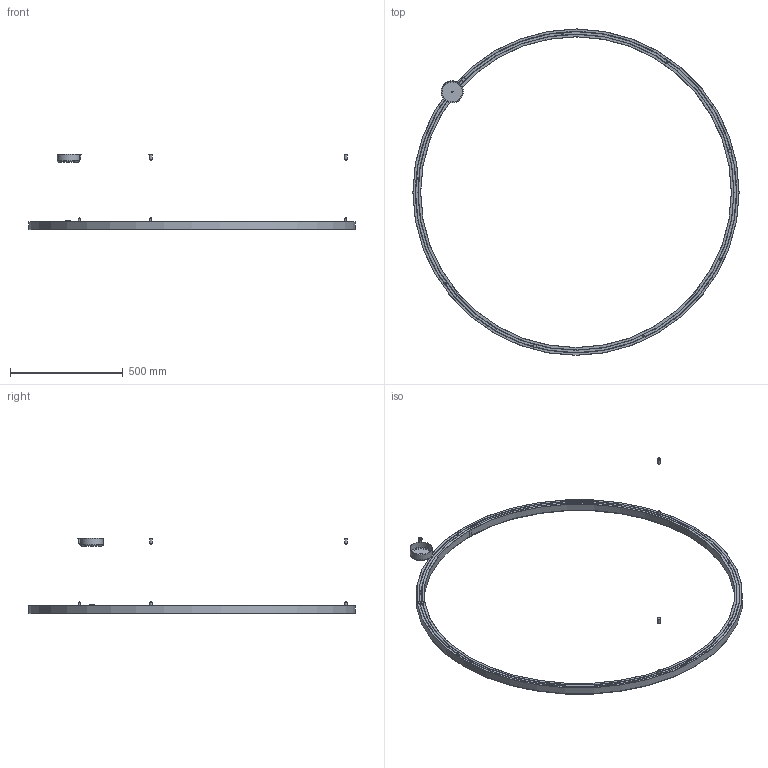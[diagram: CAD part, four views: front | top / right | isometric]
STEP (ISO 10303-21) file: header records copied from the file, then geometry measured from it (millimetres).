
FILE_DESCRIPTION(/* description */ ('This is a sample STEP configuration'),/* implementation_level */ '2;1');
FILE_NAME(/* name */ '675-202xxxxxxxxx SIMPLE.ipt_Rev_01.4.stp',/* time_stamp */ '2023-04-26T13:09:08+02:00',/* author */ ('powerJobs'),/* organization */ ('coolOrange'),/* preprocessor_version */ 'ST-DEVELOPER v19.2',/* originating_system */ 'Autodesk Inventor 2023',/* authorisation */ '');
FILE_SCHEMA (('AUTOMOTIVE_DESIGN { 1 0 10303 214 3 1 1 }'));
Length unit declared in the file: millimetre
Products named in the file (1): ENG000017686
Bounding box: 1450 x 1451.5 x 336.5 mm (x, y, z)
Volume: 5268343.2 mm3; surface area: 679383 mm2
Topology: 5 solids, 8 shells, 170 faces, 317 edges, 192 vertices
Faces by surface type: plane 69, cylinder 49, cone 38, torus 14
Full cylindrical faces by diameter (mm): 1 x6, 3 x6, 4.5 x9, 7 x2, 10 x3, 12 x3, 15 x1, 16 x3, 22 x1, 95.5 x1, 98.5 x1, 1382.4 x1, 1404 x1, 1426 x1, 1447.6 x1
Entity records: 4321 total; most frequent: DIRECTION 848, CARTESIAN_POINT 698, ORIENTED_EDGE 634, AXIS2_PLACEMENT_3D 364, EDGE_CURVE 317, EDGE_LOOP 213, CIRCLE 193, VERTEX_POINT 192
